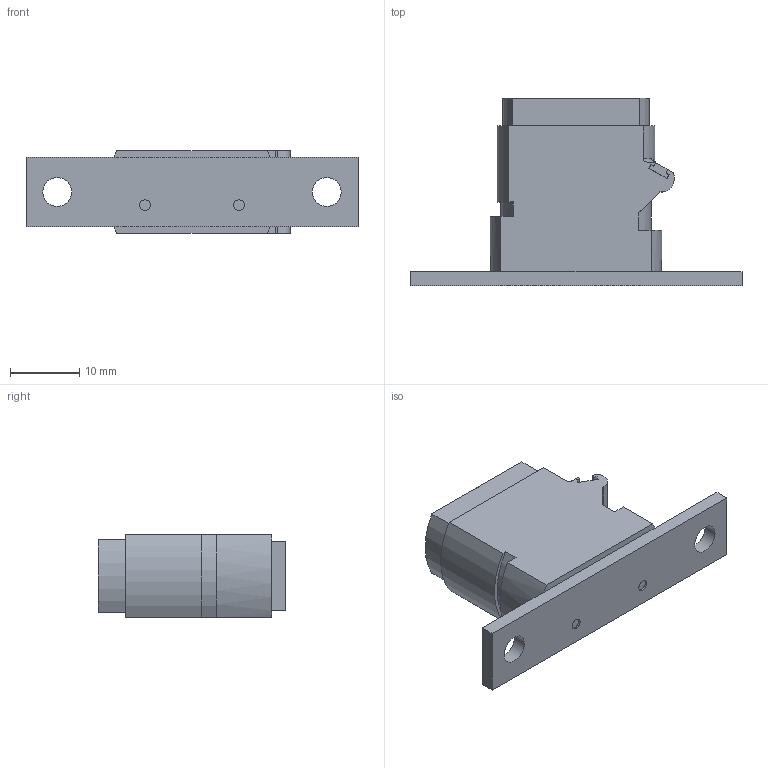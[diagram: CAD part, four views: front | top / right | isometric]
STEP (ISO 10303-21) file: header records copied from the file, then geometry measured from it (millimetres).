
FILE_DESCRIPTION((''),'2;1');
FILE_NAME('00111850102','2020-02-11T',('presta_be4'),(''),'CREO PARAMETRIC BY PTC INC, 2018360','CREO PARAMETRIC BY PTC INC, 2018360','');
FILE_SCHEMA(('CONFIG_CONTROL_DESIGN'));
Products named in the file (1): 00111850102
Bounding box: 48.03 x 27.15 x 12 mm (x, y, z)
Volume: 4782 mm3; surface area: 8436.7 mm2
Topology: 9 solids, 11 shells, 1937 faces, 5070 edges, 3212 vertices
Faces by surface type: plane 874, cylinder 370, cone 352, torus 330, bspline 11
Entity records: 66967 total; most frequent: CARTESIAN_POINT 19149, ORIENTED_EDGE 10100, DIRECTION 10081, EDGE_CURVE 5050, AXIS2_PLACEMENT_3D 3937, VERTEX_POINT 3212, VECTOR 2207, LINE 2207
